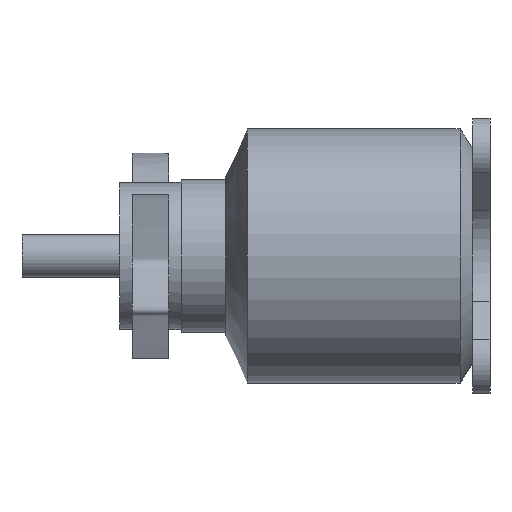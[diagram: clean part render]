
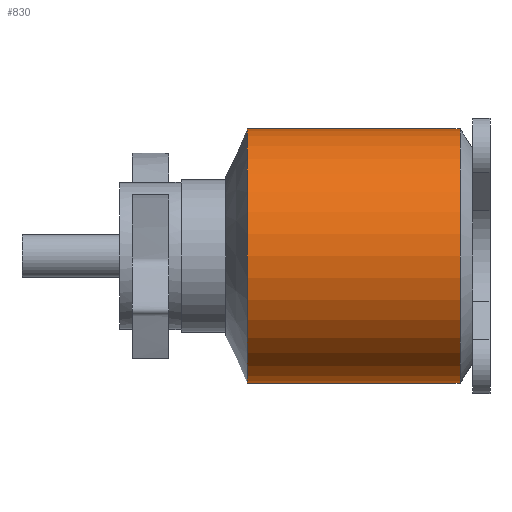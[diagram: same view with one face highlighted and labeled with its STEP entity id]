
A CAD part, left-side view. The second image highlights one B-rep face of the part: STEP entity #830.
In plain terms, the highlighted cylindrical face has radius 14 mm (diameter 28 mm), a full revolution.
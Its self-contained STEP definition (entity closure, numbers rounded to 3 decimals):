
#64=CYLINDRICAL_SURFACE('',#942,14.);
#114=FACE_OUTER_BOUND('',#172,.T.);
#172=EDGE_LOOP('',(#705,#706,#707,#708));
#241=LINE('',#1415,#298);
#298=VECTOR('',#1166,14.);
#343=CIRCLE('',#940,14.);
#345=CIRCLE('',#943,14.);
#412=VERTEX_POINT('',#1408);
#413=VERTEX_POINT('',#1413);
#512=EDGE_CURVE('',#412,#412,#343,.T.);
#515=EDGE_CURVE('',#413,#413,#345,.T.);
#516=EDGE_CURVE('',#413,#412,#241,.T.);
#705=ORIENTED_EDGE('',*,*,#515,.F.);
#706=ORIENTED_EDGE('',*,*,#516,.T.);
#707=ORIENTED_EDGE('',*,*,#512,.F.);
#708=ORIENTED_EDGE('',*,*,#516,.F.);
#830=ADVANCED_FACE('',(#114),#64,.T.);
#940=AXIS2_PLACEMENT_3D('',#1409,#1157,#1158);
#942=AXIS2_PLACEMENT_3D('',#1412,#1162,#1163);
#943=AXIS2_PLACEMENT_3D('',#1414,#1164,#1165);
#1157=DIRECTION('center_axis',(0.,-1.,0.));
#1158=DIRECTION('ref_axis',(-1.,0.,0.));
#1162=DIRECTION('center_axis',(0.,1.,0.));
#1163=DIRECTION('ref_axis',(-1.,0.,0.));
#1164=DIRECTION('center_axis',(0.,1.,0.));
#1165=DIRECTION('ref_axis',(-1.,0.,0.));
#1166=DIRECTION('',(0.,-1.,0.));
#1408=CARTESIAN_POINT('',(14.,3.3,0.));
#1409=CARTESIAN_POINT('Origin',(0.,3.3,0.));
#1412=CARTESIAN_POINT('Origin',(0.,1.9,0.));
#1413=CARTESIAN_POINT('',(14.,26.7,0.));
#1414=CARTESIAN_POINT('Origin',(0.,26.7,0.));
#1415=CARTESIAN_POINT('',(14.,1.9,0.));
